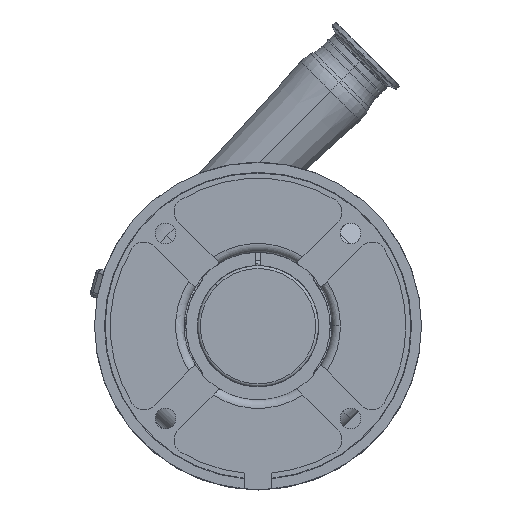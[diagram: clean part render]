
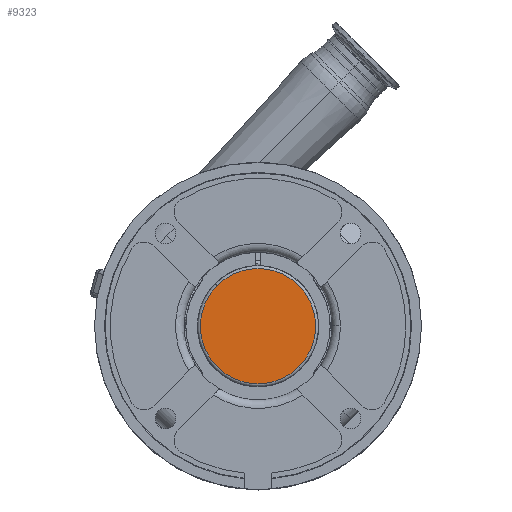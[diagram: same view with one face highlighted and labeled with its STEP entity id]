
A CAD part, top view. The second image highlights one B-rep face of the part: STEP entity #9323.
In plain terms, the highlighted planar face has unit normal (0, 0, 1).
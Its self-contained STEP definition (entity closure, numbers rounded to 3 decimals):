
#340 = CARTESIAN_POINT ( 'NONE',  ( 0., 0., 65. ) ) ;
#1277 = EDGE_CURVE ( 'NONE', #18511, #15397, #11427, .T. ) ;
#1495 = AXIS2_PLACEMENT_3D ( 'NONE', #340, #17590, #10457 ) ;
#3173 = DIRECTION ( 'NONE',  ( -0.707, 0.707, 0. ) ) ;
#4292 = CARTESIAN_POINT ( 'NONE',  ( 28.674, -28.674, 65. ) ) ;
#4495 = PLANE ( 'NONE',  #7004 ) ;
#5358 = CIRCLE ( 'NONE', #13149, 40.552 ) ;
#5915 = DIRECTION ( 'NONE',  ( 0., 0., -1. ) ) ;
#6564 = DIRECTION ( 'NONE',  ( 0., 0., 1. ) ) ;
#7004 = AXIS2_PLACEMENT_3D ( 'NONE', #8673, #5915, #3173 ) ;
#8178 = CARTESIAN_POINT ( 'NONE',  ( 0., 0., 65. ) ) ;
#8673 = CARTESIAN_POINT ( 'NONE',  ( 0., 0., 65. ) ) ;
#8957 = EDGE_LOOP ( 'NONE', ( #12210, #13662 ) ) ;
#9323 = ADVANCED_FACE ( 'NONE', ( #18579 ), #4495, .F. ) ;
#10457 = DIRECTION ( 'NONE',  ( -0.707, 0.707, 0. ) ) ;
#11295 = CARTESIAN_POINT ( 'NONE',  ( -28.674, 28.674, 65. ) ) ;
#11427 = CIRCLE ( 'NONE', #1495, 40.552 ) ;
#12210 = ORIENTED_EDGE ( 'NONE', *, *, #1277, .T. ) ;
#12291 = DIRECTION ( 'NONE',  ( -0.707, 0.707, 0. ) ) ;
#13149 = AXIS2_PLACEMENT_3D ( 'NONE', #8178, #6564, #12291 ) ;
#13662 = ORIENTED_EDGE ( 'NONE', *, *, #15218, .T. ) ;
#15218 = EDGE_CURVE ( 'NONE', #15397, #18511, #5358, .T. ) ;
#15397 = VERTEX_POINT ( 'NONE', #4292 ) ;
#17590 = DIRECTION ( 'NONE',  ( 0., 0., 1. ) ) ;
#18511 = VERTEX_POINT ( 'NONE', #11295 ) ;
#18579 = FACE_OUTER_BOUND ( 'NONE', #8957, .T. ) ;
